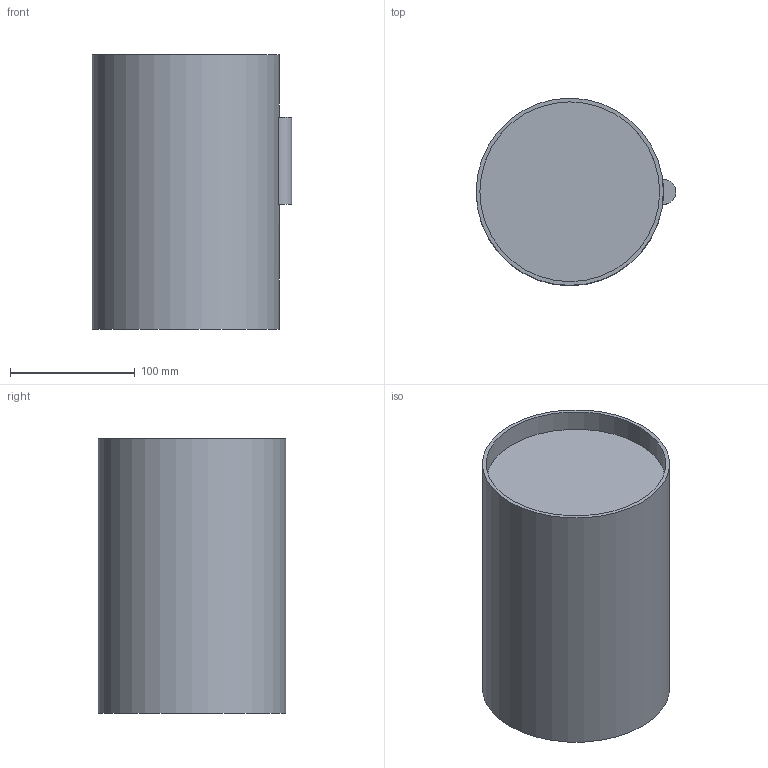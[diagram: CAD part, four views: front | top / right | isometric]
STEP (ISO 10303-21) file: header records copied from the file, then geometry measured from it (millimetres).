
FILE_DESCRIPTION(('Zoo Text-to-CAD'),'1');
FILE_NAME('Zoo Text-to-CAD model','2024-08-31T12:02:40',('Author'),('Zoo'),'Zoo Text-to-CAD','text-to-cad.zoo.dev','Unknown');
FILE_SCHEMA(('AUTOMOTIVE_DESIGN { 1 0 10303 214 1 1 1 1 }'));
Length unit declared in the file: millimetre
Products named in the file (1): Zoo Text-to-CAD
Bounding box: 159.96 x 150 x 220 mm (x, y, z)
Volume: 423234.2 mm3; surface area: 272059.6 mm2
Topology: 1 solids, 2 shells, 16 faces, 30 edges, 20 vertices
Faces by surface type: plane 10, cylinder 6
Full cylindrical faces by diameter (mm): 6 x1, 144 x2, 150 x1
Entity records: 831 total; most frequent: CARTESIAN_POINT 189, DIRECTION 127, ORIENTED_EDGE 60, PCURVE 60, DEFINITIONAL_REPRESENTATION 60, LINE 42, VECTOR 42, AXIS2_PLACEMENT_3D 37
